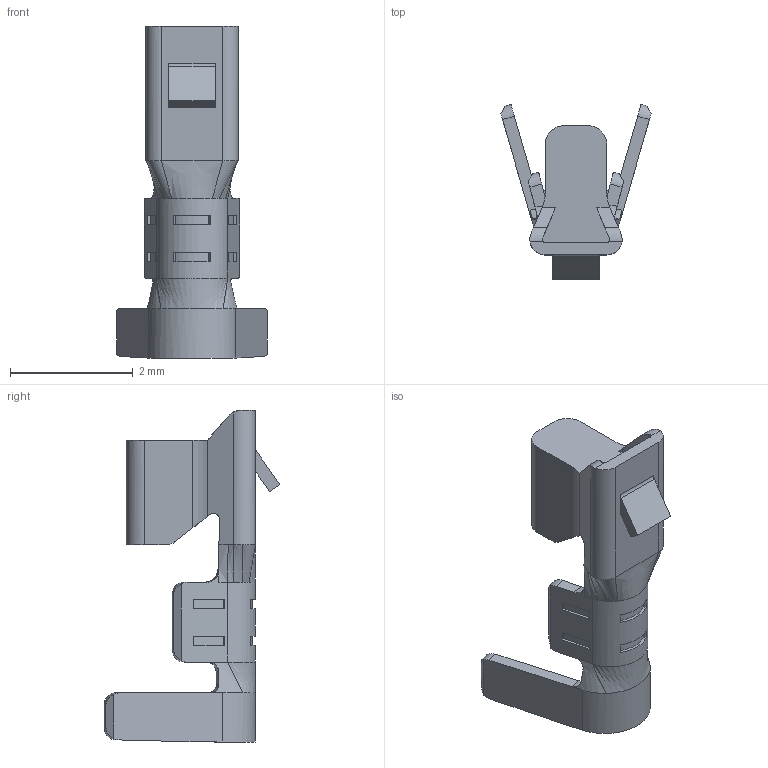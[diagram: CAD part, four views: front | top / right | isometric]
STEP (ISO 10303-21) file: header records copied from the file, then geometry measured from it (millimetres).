
FILE_DESCRIPTION( ('This file contains a STEP AP42 implementation' ,'as created by ZW3D STEP Interface translator.') ,'2;1' );
FILE_NAME( 'WF2001-TPSN01.stp' ,'23 418.165627', (''), ('ZWCAD Software Co.'), 'Version 1.0', 'ZW3D to STEP translator', '' );
FILE_SCHEMA(('AUTOMOTIVE_DESIGN { 1 0 10303 214 1 1 1 1 }'));
Length unit declared in the file: millimetre
Products named in the file (2): 0; WF2001-TPSN01
Bounding box: 2.44 x 2.86 x 5.4 mm (x, y, z)
Volume: 5.5 mm3; surface area: 44.9 mm2
Topology: 1 solids, 1 shells, 214 faces, 565 edges, 366 vertices
Faces by surface type: plane 117, cylinder 59, bspline 34, torus 4
Entity records: 8488 total; most frequent: CARTESIAN_POINT 3358, ORIENTED_EDGE 1130, DIRECTION 801, EDGE_CURVE 565, VERTEX_POINT 366, VECTOR 335, LINE 335, AXIS2_PLACEMENT_3D 233
